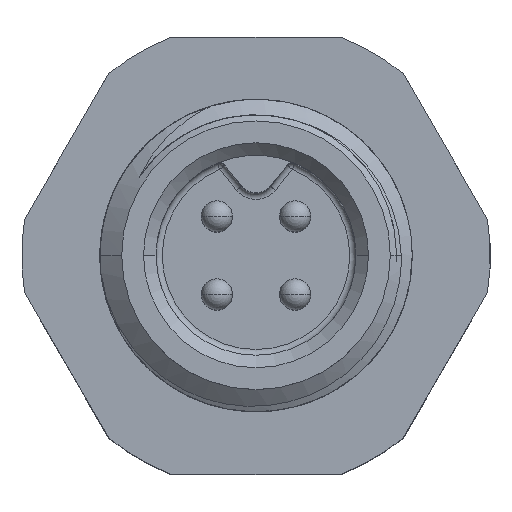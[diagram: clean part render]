
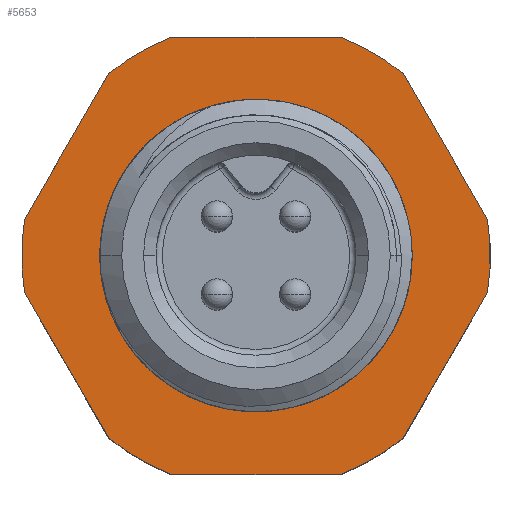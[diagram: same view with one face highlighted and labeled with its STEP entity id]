
A CAD part, top view. The second image highlights one B-rep face of the part: STEP entity #5653.
In plain terms, the highlighted planar face has unit normal (0, 0, 1).
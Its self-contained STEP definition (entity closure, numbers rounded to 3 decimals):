
#4340=CARTESIAN_POINT('',(0.,0.,-4.));
#4341=DIRECTION('',(0.,0.,1.));
#4342=DIRECTION('',(-0.359,0.933,0.));
#4343=AXIS2_PLACEMENT_3D('',#4340,#4341,#4342);
#4345=DIRECTION('',(-1.,0.,0.));
#4346=VECTOR('',#4345,2.693);
#4347=CARTESIAN_POINT('',(1.346,3.5,-4.));
#4348=LINE('',#4347,#4346);
#4349=CARTESIAN_POINT('',(0.,0.,-4.));
#4350=DIRECTION('',(0.,0.,1.));
#4351=DIRECTION('',(0.629,0.778,0.));
#4352=AXIS2_PLACEMENT_3D('',#4349,#4350,#4351);
#4354=DIRECTION('',(-0.5,0.866,0.));
#4355=VECTOR('',#4354,2.693);
#4356=CARTESIAN_POINT('',(3.704,0.584,-4.));
#4357=LINE('',#4356,#4355);
#4358=CARTESIAN_POINT('',(0.,0.,-4.));
#4359=DIRECTION('',(0.,0.,1.));
#4360=DIRECTION('',(0.988,-0.156,0.));
#4361=AXIS2_PLACEMENT_3D('',#4358,#4359,#4360);
#4363=DIRECTION('',(0.5,0.866,0.));
#4364=VECTOR('',#4363,2.693);
#4365=CARTESIAN_POINT('',(2.358,-2.916,-4.));
#4366=LINE('',#4365,#4364);
#4367=CARTESIAN_POINT('',(0.,0.,-4.));
#4368=DIRECTION('',(0.,0.,1.));
#4369=DIRECTION('',(0.359,-0.933,0.));
#4370=AXIS2_PLACEMENT_3D('',#4367,#4368,#4369);
#4372=DIRECTION('',(1.,0.,0.));
#4373=VECTOR('',#4372,2.693);
#4374=CARTESIAN_POINT('',(-1.346,-3.5,-4.));
#4375=LINE('',#4374,#4373);
#4376=CARTESIAN_POINT('',(0.,0.,-4.));
#4377=DIRECTION('',(0.,0.,1.));
#4378=DIRECTION('',(-0.629,-0.778,0.));
#4379=AXIS2_PLACEMENT_3D('',#4376,#4377,#4378);
#4381=DIRECTION('',(0.5,-0.866,0.));
#4382=VECTOR('',#4381,2.693);
#4383=CARTESIAN_POINT('',(-3.704,-0.584,-4.));
#4384=LINE('',#4383,#4382);
#4385=CARTESIAN_POINT('',(0.,0.,-4.));
#4386=DIRECTION('',(0.,0.,1.));
#4387=DIRECTION('',(-0.988,0.156,0.));
#4388=AXIS2_PLACEMENT_3D('',#4385,#4386,#4387);
#4390=DIRECTION('',(-0.5,-0.866,0.));
#4391=VECTOR('',#4390,2.693);
#4392=CARTESIAN_POINT('',(-2.358,2.916,-4.));
#4393=LINE('',#4392,#4391);
#4394=CARTESIAN_POINT('',(0.,0.,-4.));
#4395=DIRECTION('',(0.,0.,1.));
#4396=DIRECTION('',(-1.,0.,0.));
#4397=AXIS2_PLACEMENT_3D('',#4394,#4395,#4396);
#4399=CARTESIAN_POINT('',(0.,0.,-4.));
#4400=DIRECTION('',(0.,0.,1.));
#4401=DIRECTION('',(1.,0.,0.));
#4402=AXIS2_PLACEMENT_3D('',#4399,#4400,#4401);
#5314=CARTESIAN_POINT('',(-1.346,3.5,-4.));
#5315=CARTESIAN_POINT('',(-2.358,2.916,-4.));
#5316=VERTEX_POINT('',#5314);
#5317=VERTEX_POINT('',#5315);
#5318=CARTESIAN_POINT('',(-3.704,0.584,-4.));
#5319=VERTEX_POINT('',#5318);
#5320=CARTESIAN_POINT('',(-3.704,-0.584,-4.));
#5321=VERTEX_POINT('',#5320);
#5322=CARTESIAN_POINT('',(-2.358,-2.916,-4.));
#5323=VERTEX_POINT('',#5322);
#5324=CARTESIAN_POINT('',(-1.346,-3.5,-4.));
#5325=VERTEX_POINT('',#5324);
#5326=CARTESIAN_POINT('',(1.346,-3.5,-4.));
#5327=VERTEX_POINT('',#5326);
#5328=CARTESIAN_POINT('',(2.358,-2.916,-4.));
#5329=VERTEX_POINT('',#5328);
#5330=CARTESIAN_POINT('',(3.704,-0.584,-4.));
#5331=VERTEX_POINT('',#5330);
#5332=CARTESIAN_POINT('',(3.704,0.584,-4.));
#5333=VERTEX_POINT('',#5332);
#5334=CARTESIAN_POINT('',(2.358,2.916,-4.));
#5335=VERTEX_POINT('',#5334);
#5336=CARTESIAN_POINT('',(1.346,3.5,-4.));
#5337=VERTEX_POINT('',#5336);
#5362=CARTESIAN_POINT('',(-2.35,0.,-4.));
#5363=CARTESIAN_POINT('',(2.35,0.,-4.));
#5364=VERTEX_POINT('',#5362);
#5365=VERTEX_POINT('',#5363);
#5616=CARTESIAN_POINT('',(0.,0.,-4.));
#5617=DIRECTION('',(0.,0.,1.));
#5618=DIRECTION('',(1.,0.,0.));
#5619=AXIS2_PLACEMENT_3D('',#5616,#5617,#5618);
#5620=PLANE('',#5619);
#5622=ORIENTED_EDGE('',*,*,#5621,.F.);
#5624=ORIENTED_EDGE('',*,*,#5623,.F.);
#5626=ORIENTED_EDGE('',*,*,#5625,.F.);
#5628=ORIENTED_EDGE('',*,*,#5627,.F.);
#5630=ORIENTED_EDGE('',*,*,#5629,.F.);
#5632=ORIENTED_EDGE('',*,*,#5631,.F.);
#5634=ORIENTED_EDGE('',*,*,#5633,.F.);
#5636=ORIENTED_EDGE('',*,*,#5635,.F.);
#5638=ORIENTED_EDGE('',*,*,#5637,.F.);
#5640=ORIENTED_EDGE('',*,*,#5639,.F.);
#5642=ORIENTED_EDGE('',*,*,#5641,.F.);
#5644=ORIENTED_EDGE('',*,*,#5643,.F.);
#5645=EDGE_LOOP('',(#5622,#5624,#5626,#5628,#5630,#5632,#5634,#5636,#5638,#5640,
#5642,#5644));
#5646=FACE_OUTER_BOUND('',#5645,.F.);
#5648=ORIENTED_EDGE('',*,*,#5647,.T.);
#5650=ORIENTED_EDGE('',*,*,#5649,.T.);
#5651=EDGE_LOOP('',(#5648,#5650));
#5652=FACE_BOUND('',#5651,.F.);
#4344=CIRCLE('',#4343,3.75);
#4353=CIRCLE('',#4352,3.75);
#4362=CIRCLE('',#4361,3.75);
#4371=CIRCLE('',#4370,3.75);
#4380=CIRCLE('',#4379,3.75);
#4389=CIRCLE('',#4388,3.75);
#4398=CIRCLE('',#4397,2.35);
#4403=CIRCLE('',#4402,2.35);
#5621=EDGE_CURVE('',#5316,#5317,#4344,.T.);
#5623=EDGE_CURVE('',#5337,#5316,#4348,.T.);
#5625=EDGE_CURVE('',#5335,#5337,#4353,.T.);
#5627=EDGE_CURVE('',#5333,#5335,#4357,.T.);
#5629=EDGE_CURVE('',#5331,#5333,#4362,.T.);
#5631=EDGE_CURVE('',#5329,#5331,#4366,.T.);
#5633=EDGE_CURVE('',#5327,#5329,#4371,.T.);
#5635=EDGE_CURVE('',#5325,#5327,#4375,.T.);
#5637=EDGE_CURVE('',#5323,#5325,#4380,.T.);
#5639=EDGE_CURVE('',#5321,#5323,#4384,.T.);
#5641=EDGE_CURVE('',#5319,#5321,#4389,.T.);
#5643=EDGE_CURVE('',#5317,#5319,#4393,.T.);
#5647=EDGE_CURVE('',#5364,#5365,#4398,.T.);
#5649=EDGE_CURVE('',#5365,#5364,#4403,.T.);
#5653=ADVANCED_FACE('',(#5646,#5652),#5620,.T.);
